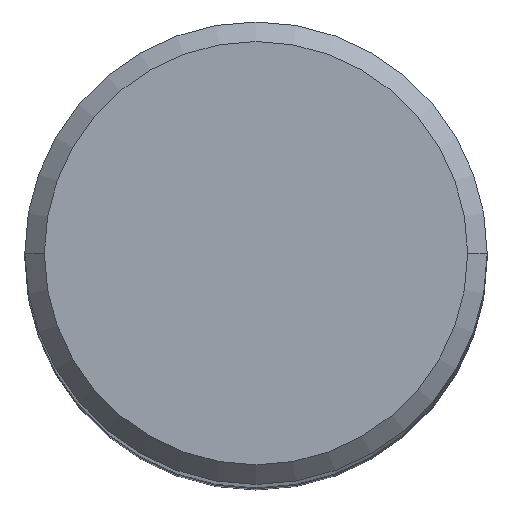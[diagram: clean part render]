
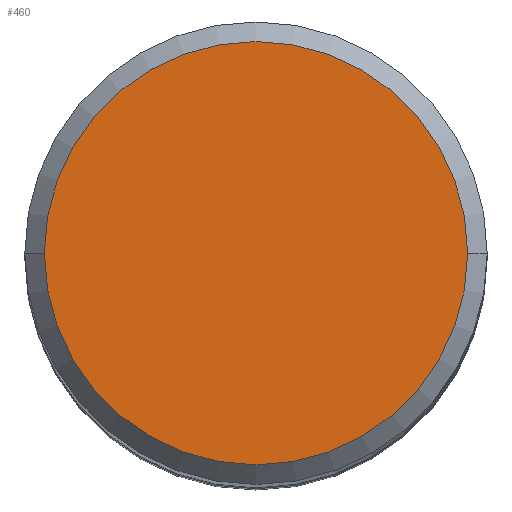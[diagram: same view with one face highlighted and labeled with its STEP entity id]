
A CAD part, top view. The second image highlights one B-rep face of the part: STEP entity #460.
In plain terms, the highlighted planar face has unit normal (0, 0, 1).
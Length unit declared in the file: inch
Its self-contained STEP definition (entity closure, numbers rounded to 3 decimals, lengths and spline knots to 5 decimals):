
#2 = CARTESIAN_POINT ( 'NONE',  ( 0.2162, 0., 0. ) ) ;
#5 = CARTESIAN_POINT ( 'NONE',  ( 0., 0., 0. ) ) ;
#6 = DIRECTION ( 'NONE',  ( 1., 0., 0. ) ) ;
#7 = AXIS2_PLACEMENT_3D ( 'NONE', #5, #330, #170 ) ;
#42 = CARTESIAN_POINT ( 'NONE',  ( -0.2162, 0., 0. ) ) ;
#49 = AXIS2_PLACEMENT_3D ( 'NONE', #120, #275, #283 ) ;
#77 = EDGE_CURVE ( 'NONE', #362, #467, #383, .T. ) ;
#85 = DIRECTION ( 'NONE',  ( 0., 0., 1. ) ) ;
#88 = ORIENTED_EDGE ( 'NONE', *, *, #77, .T. ) ;
#120 = CARTESIAN_POINT ( 'NONE',  ( 0., 0.2162, 0. ) ) ;
#151 = PLANE ( 'NONE',  #49 ) ;
#170 = DIRECTION ( 'NONE',  ( 1., 0., 0. ) ) ;
#236 = AXIS2_PLACEMENT_3D ( 'NONE', #441, #85, #6 ) ;
#238 = ORIENTED_EDGE ( 'NONE', *, *, #474, .T. ) ;
#275 = DIRECTION ( 'NONE',  ( 0., 0., -1. ) ) ;
#283 = DIRECTION ( 'NONE',  ( -1., 0., 0. ) ) ;
#330 = DIRECTION ( 'NONE',  ( 0., 0., 1. ) ) ;
#362 = VERTEX_POINT ( 'NONE', #42 ) ;
#383 = CIRCLE ( 'NONE', #7, 0.2162 ) ;
#436 = FACE_OUTER_BOUND ( 'NONE', #443, .T. ) ;
#441 = CARTESIAN_POINT ( 'NONE',  ( 0., 0., 0. ) ) ;
#443 = EDGE_LOOP ( 'NONE', ( #88, #238 ) ) ;
#456 = CIRCLE ( 'NONE', #236, 0.2162 ) ;
#460 = ADVANCED_FACE ( 'NONE', ( #436 ), #151, .F. ) ;
#467 = VERTEX_POINT ( 'NONE', #2 ) ;
#474 = EDGE_CURVE ( 'NONE', #467, #362, #456, .T. ) ;
